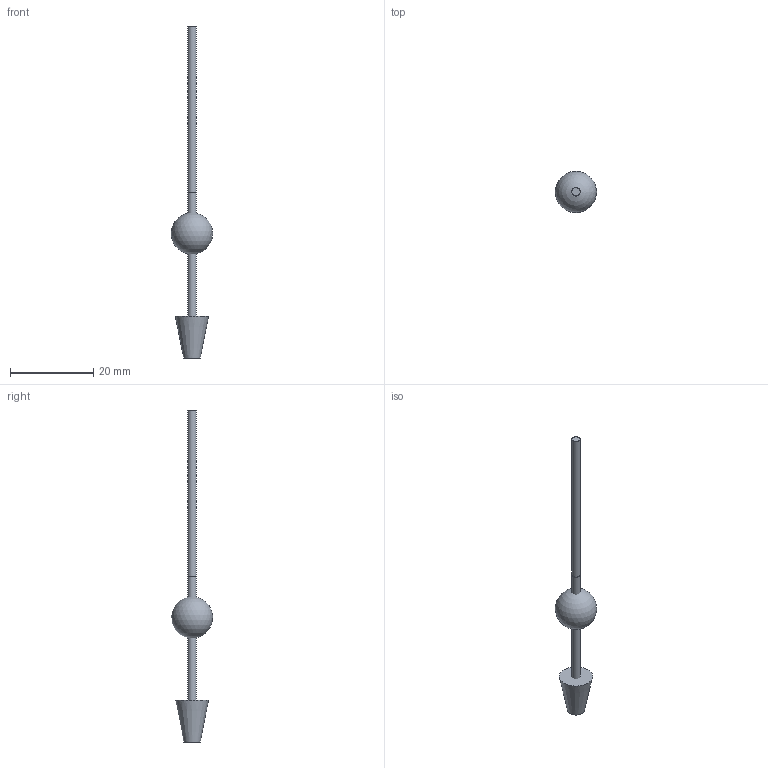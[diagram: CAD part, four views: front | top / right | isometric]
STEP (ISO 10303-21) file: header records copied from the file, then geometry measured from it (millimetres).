
FILE_DESCRIPTION(('FreeCAD Model'),'2;1');
FILE_NAME('cryo-two-cylinder-1.step','2014-12-01T12:18:35',( 'FreeCAD'),('FreeCAD'),'Open CASCADE STEP processor 6.7','FreeCAD', 'Unknown');
FILE_SCHEMA(('AUTOMOTIVE_DESIGN_CC2 { 1 2 10303 214 -1 1 5 4 }'));
Length unit declared in the file: millimetre
Products named in the file (2): Fusion; Fusion001
Bounding box: 9.96 x 9.93 x 80 mm (x, y, z)
Volume: 1068.1 mm3; surface area: 1078.2 mm2
Topology: 3 solids, 3 shells, 8 faces, 11 edges, 7 vertices
Faces by surface type: plane 4, cylinder 2, sphere 1, cone 1
Full cylindrical faces by diameter (mm): 2 x2
Entity records: 313 total; most frequent: DIRECTION 47, CARTESIAN_POINT 39, ORIENTED_EDGE 16, PCURVE 16, DEFINITIONAL_REPRESENTATION 16, LINE 15, VECTOR 15, AXIS2_PLACEMENT_3D 14
